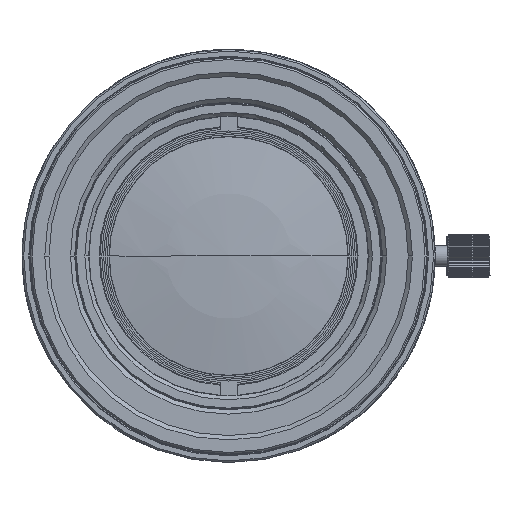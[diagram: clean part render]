
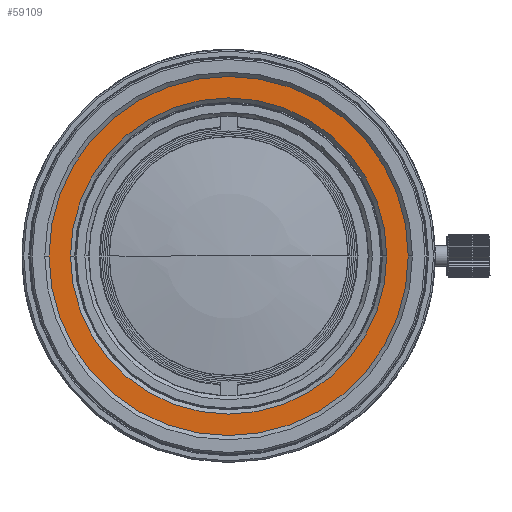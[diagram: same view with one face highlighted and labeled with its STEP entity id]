
A CAD part, left-side view. The second image highlights one B-rep face of the part: STEP entity #59109.
In plain terms, the highlighted planar face has unit normal (-1, 0, 0).
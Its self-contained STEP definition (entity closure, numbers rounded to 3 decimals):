
#16804=CARTESIAN_POINT('',(-64.779,0.,0.));
#16805=DIRECTION('',(1.,0.,0.));
#16806=DIRECTION('',(0.,1.,0.));
#16807=AXIS2_PLACEMENT_3D('',#16804,#16805,#16806);
#16813=CARTESIAN_POINT('',(-64.779,0.,0.));
#16814=DIRECTION('',(1.,0.,0.));
#16815=DIRECTION('',(0.,-1.,0.));
#16816=AXIS2_PLACEMENT_3D('',#16813,#16814,#16815);
#16840=CARTESIAN_POINT('',(-64.779,0.,0.));
#16841=DIRECTION('',(-1.,0.,0.));
#16842=DIRECTION('',(0.,1.,0.));
#16843=AXIS2_PLACEMENT_3D('',#16840,#16841,#16842);
#16845=CARTESIAN_POINT('',(-64.779,0.,0.));
#16846=DIRECTION('',(-1.,0.,0.));
#16847=DIRECTION('',(0.,-1.,0.));
#16848=AXIS2_PLACEMENT_3D('',#16845,#16846,#16847);
#23509=CARTESIAN_POINT('',(-64.779,18.75,0.));
#23510=VERTEX_POINT('',#23509);
#23511=CARTESIAN_POINT('',(-64.779,-18.75,0.));
#23512=VERTEX_POINT('',#23511);
#23573=CARTESIAN_POINT('',(-64.779,21.8,0.));
#23574=VERTEX_POINT('',#23573);
#23575=CARTESIAN_POINT('',(-64.779,-21.8,0.));
#23576=VERTEX_POINT('',#23575);
#59094=CARTESIAN_POINT('',(-64.779,0.,0.));
#59095=DIRECTION('',(1.,0.,0.));
#59096=DIRECTION('',(0.,0.,-1.));
#59097=AXIS2_PLACEMENT_3D('',#59094,#59095,#59096);
#59098=PLANE('',#59097);
#59100=ORIENTED_EDGE('',*,*,#59099,.F.);
#59102=ORIENTED_EDGE('',*,*,#59101,.F.);
#59103=EDGE_LOOP('',(#59100,#59102));
#59104=FACE_OUTER_BOUND('',#59103,.F.);
#59105=ORIENTED_EDGE('',*,*,#59076,.F.);
#59106=ORIENTED_EDGE('',*,*,#59061,.F.);
#59107=EDGE_LOOP('',(#59105,#59106));
#59108=FACE_BOUND('',#59107,.F.);
#16808=CIRCLE('',#16807,18.75);
#16817=CIRCLE('',#16816,18.75);
#16844=CIRCLE('',#16843,21.8);
#16849=CIRCLE('',#16848,21.8);
#59061=EDGE_CURVE('',#23510,#23512,#16808,.T.);
#59076=EDGE_CURVE('',#23512,#23510,#16817,.T.);
#59099=EDGE_CURVE('',#23574,#23576,#16844,.T.);
#59101=EDGE_CURVE('',#23576,#23574,#16849,.T.);
#59109=ADVANCED_FACE('',(#59104,#59108),#59098,.F.);
